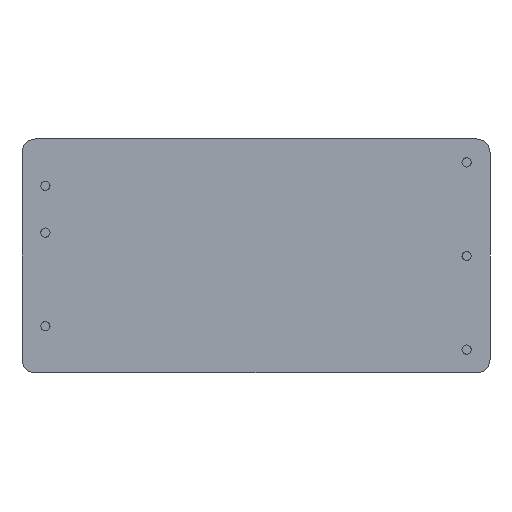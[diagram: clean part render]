
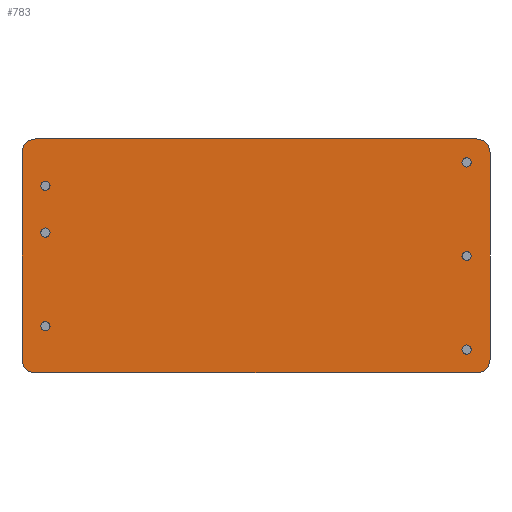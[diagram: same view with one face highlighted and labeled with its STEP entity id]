
A CAD part, front view. The second image highlights one B-rep face of the part: STEP entity #783.
In plain terms, the highlighted planar face has unit normal (0, -1, 0).
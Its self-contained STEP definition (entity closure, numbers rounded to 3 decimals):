
#14=FACE_BOUND('',#202,.T.);
#15=FACE_BOUND('',#203,.T.);
#16=FACE_BOUND('',#204,.T.);
#17=FACE_BOUND('',#205,.T.);
#18=FACE_BOUND('',#206,.T.);
#19=FACE_BOUND('',#207,.T.);
#22=PLANE('',#875);
#67=LINE('',#2257,#93);
#68=LINE('',#2259,#94);
#69=LINE('',#2261,#95);
#70=LINE('',#2262,#96);
#93=VECTOR('',#1043,10.);
#94=VECTOR('',#1046,10.);
#95=VECTOR('',#1049,10.);
#96=VECTOR('',#1050,10.);
#151=FACE_OUTER_BOUND('',#201,.T.);
#201=EDGE_LOOP('',(#653,#654,#655,#656,#657,#658,#659,#660));
#202=EDGE_LOOP('',(#661));
#203=EDGE_LOOP('',(#662));
#204=EDGE_LOOP('',(#663));
#205=EDGE_LOOP('',(#664));
#206=EDGE_LOOP('',(#665));
#207=EDGE_LOOP('',(#666));
#265=CIRCLE('',#856,1.5);
#268=CIRCLE('',#860,1.5);
#271=CIRCLE('',#865,1.5);
#274=CIRCLE('',#869,1.5);
#275=CIRCLE('',#876,0.5);
#276=CIRCLE('',#877,0.5);
#277=CIRCLE('',#878,0.5);
#278=CIRCLE('',#879,0.5);
#279=CIRCLE('',#880,0.5);
#280=CIRCLE('',#881,0.5);
#360=VERTEX_POINT('',#2104);
#361=VERTEX_POINT('',#2105);
#363=VERTEX_POINT('',#2149);
#364=VERTEX_POINT('',#2150);
#366=VERTEX_POINT('',#2197);
#367=VERTEX_POINT('',#2198);
#369=VERTEX_POINT('',#2242);
#370=VERTEX_POINT('',#2243);
#371=VERTEX_POINT('',#2263);
#372=VERTEX_POINT('',#2265);
#373=VERTEX_POINT('',#2267);
#374=VERTEX_POINT('',#2269);
#375=VERTEX_POINT('',#2271);
#376=VERTEX_POINT('',#2273);
#449=EDGE_CURVE('',#360,#361,#265,.T.);
#454=EDGE_CURVE('',#363,#364,#268,.T.);
#461=EDGE_CURVE('',#366,#367,#271,.T.);
#466=EDGE_CURVE('',#369,#370,#274,.T.);
#475=EDGE_CURVE('',#364,#360,#67,.T.);
#476=EDGE_CURVE('',#370,#363,#68,.T.);
#477=EDGE_CURVE('',#367,#369,#69,.T.);
#478=EDGE_CURVE('',#361,#366,#70,.T.);
#479=EDGE_CURVE('',#371,#371,#275,.T.);
#480=EDGE_CURVE('',#372,#372,#276,.T.);
#481=EDGE_CURVE('',#373,#373,#277,.T.);
#482=EDGE_CURVE('',#374,#374,#278,.T.);
#483=EDGE_CURVE('',#375,#375,#279,.T.);
#484=EDGE_CURVE('',#376,#376,#280,.T.);
#653=ORIENTED_EDGE('',*,*,#449,.F.);
#654=ORIENTED_EDGE('',*,*,#475,.F.);
#655=ORIENTED_EDGE('',*,*,#454,.F.);
#656=ORIENTED_EDGE('',*,*,#476,.F.);
#657=ORIENTED_EDGE('',*,*,#466,.F.);
#658=ORIENTED_EDGE('',*,*,#477,.F.);
#659=ORIENTED_EDGE('',*,*,#461,.F.);
#660=ORIENTED_EDGE('',*,*,#478,.F.);
#661=ORIENTED_EDGE('',*,*,#479,.T.);
#662=ORIENTED_EDGE('',*,*,#480,.T.);
#663=ORIENTED_EDGE('',*,*,#481,.T.);
#664=ORIENTED_EDGE('',*,*,#482,.T.);
#665=ORIENTED_EDGE('',*,*,#483,.T.);
#666=ORIENTED_EDGE('',*,*,#484,.T.);
#783=ADVANCED_FACE('',(#151,#14,#15,#16,#17,#18,#19),#22,.F.);
#856=AXIS2_PLACEMENT_3D('',#2106,#991,#992);
#860=AXIS2_PLACEMENT_3D('',#2151,#1001,#1002);
#865=AXIS2_PLACEMENT_3D('',#2199,#1015,#1016);
#869=AXIS2_PLACEMENT_3D('',#2244,#1025,#1026);
#875=AXIS2_PLACEMENT_3D('',#2260,#1047,#1048);
#876=AXIS2_PLACEMENT_3D('',#2264,#1051,#1052);
#877=AXIS2_PLACEMENT_3D('',#2266,#1053,#1054);
#878=AXIS2_PLACEMENT_3D('',#2268,#1055,#1056);
#879=AXIS2_PLACEMENT_3D('',#2270,#1057,#1058);
#880=AXIS2_PLACEMENT_3D('',#2272,#1059,#1060);
#881=AXIS2_PLACEMENT_3D('',#2274,#1061,#1062);
#991=DIRECTION('center_axis',(0.,1.,0.));
#992=DIRECTION('ref_axis',(-0.707,0.,-0.707));
#1001=DIRECTION('center_axis',(0.,1.,0.));
#1002=DIRECTION('ref_axis',(0.707,0.,-0.707));
#1015=DIRECTION('center_axis',(0.,1.,0.));
#1016=DIRECTION('ref_axis',(-0.707,0.,0.707));
#1025=DIRECTION('center_axis',(0.,1.,0.));
#1026=DIRECTION('ref_axis',(0.707,0.,0.707));
#1043=DIRECTION('',(-1.,0.,0.));
#1046=DIRECTION('',(0.,0.,-1.));
#1047=DIRECTION('center_axis',(0.,1.,0.));
#1048=DIRECTION('ref_axis',(1.,0.,0.));
#1049=DIRECTION('',(1.,0.,0.));
#1050=DIRECTION('',(0.,0.,1.));
#1051=DIRECTION('center_axis',(0.,1.,0.));
#1052=DIRECTION('ref_axis',(1.,0.,0.));
#1053=DIRECTION('center_axis',(0.,1.,0.));
#1054=DIRECTION('ref_axis',(1.,0.,0.));
#1055=DIRECTION('center_axis',(0.,1.,0.));
#1056=DIRECTION('ref_axis',(1.,0.,0.));
#1057=DIRECTION('center_axis',(0.,1.,0.));
#1058=DIRECTION('ref_axis',(1.,0.,0.));
#1059=DIRECTION('center_axis',(0.,1.,0.));
#1060=DIRECTION('ref_axis',(1.,0.,0.));
#1061=DIRECTION('center_axis',(0.,1.,0.));
#1062=DIRECTION('ref_axis',(1.,0.,0.));
#2104=CARTESIAN_POINT('',(-23.9,0.,-12.7));
#2105=CARTESIAN_POINT('',(-25.4,0.,-11.2));
#2106=CARTESIAN_POINT('Origin',(-23.9,0.,-11.2));
#2149=CARTESIAN_POINT('',(25.4,0.,-11.2));
#2150=CARTESIAN_POINT('',(23.9,0.,-12.7));
#2151=CARTESIAN_POINT('Origin',(23.9,0.,-11.2));
#2197=CARTESIAN_POINT('',(-25.4,0.,11.2));
#2198=CARTESIAN_POINT('',(-23.9,0.,12.7));
#2199=CARTESIAN_POINT('Origin',(-23.9,0.,11.2));
#2242=CARTESIAN_POINT('',(23.9,0.,12.7));
#2243=CARTESIAN_POINT('',(25.4,0.,11.2));
#2244=CARTESIAN_POINT('Origin',(23.9,0.,11.2));
#2257=CARTESIAN_POINT('',(25.4,0.,-12.7));
#2259=CARTESIAN_POINT('',(25.4,0.,12.7));
#2260=CARTESIAN_POINT('Origin',(0.,0.,0.));
#2261=CARTESIAN_POINT('',(-25.4,0.,12.7));
#2262=CARTESIAN_POINT('',(-25.4,0.,-12.7));
#2263=CARTESIAN_POINT('',(22.36,0.,-10.16));
#2264=CARTESIAN_POINT('Origin',(22.86,0.,-10.16));
#2265=CARTESIAN_POINT('',(-23.36,0.,7.62));
#2266=CARTESIAN_POINT('Origin',(-22.86,0.,7.62));
#2267=CARTESIAN_POINT('',(22.36,0.,0.));
#2268=CARTESIAN_POINT('Origin',(22.86,0.,0.));
#2269=CARTESIAN_POINT('',(-23.36,0.,-7.62));
#2270=CARTESIAN_POINT('Origin',(-22.86,0.,-7.62));
#2271=CARTESIAN_POINT('',(-23.36,0.,2.54));
#2272=CARTESIAN_POINT('Origin',(-22.86,0.,2.54));
#2273=CARTESIAN_POINT('',(22.36,0.,10.16));
#2274=CARTESIAN_POINT('Origin',(22.86,0.,10.16));
